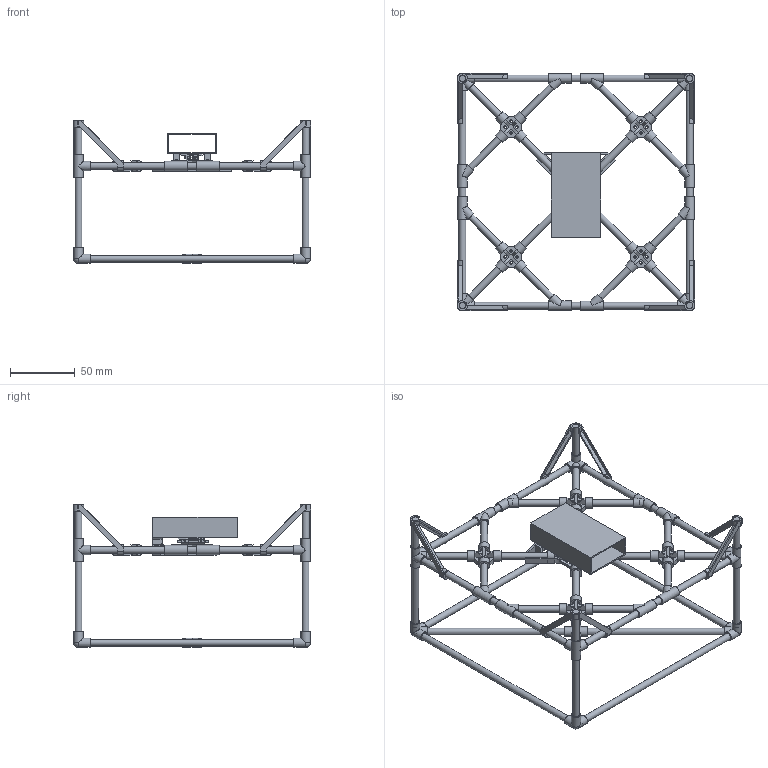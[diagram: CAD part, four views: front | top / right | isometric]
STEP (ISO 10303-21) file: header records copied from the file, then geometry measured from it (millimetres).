
FILE_DESCRIPTION(/* description */ (''),/* implementation_level */ '2;1');
FILE_NAME(/* name */ 'BambooSticksFrame v1.step',/* time_stamp */ '2019-12-30T11:39:21-05:00',/* author */ (''),/* organization */ (''),/* preprocessor_version */ 'ST-DEVELOPER v18',/* originating_system */ 'Autodesk Translation Framework v8.12.0.6',/* authorisation */ '');
FILE_SCHEMA (('AUTOMOTIVE_DESIGN { 1 0 10303 214 3 1 1 }'));
Length unit declared in the file: millimetre
Products named in the file (11): BambooSticksFrame; Battery Holder v1 v1; XT30 v1; XT30; XT30_Stecker; XT30_Buchse (1); XT30_Buchse; StickConnector_5; StickConnector_3_45; StickConnector_3; StickConnector_4
Assembly tree (23 placements, depth 6):
  BambooSticksFrame
    Battery Holder v1 v1
      XT30 v1
        XT30
          XT30_Stecker
          XT30_Buchse (1)
            XT30_Buchse
    StickConnector_5  x4
    StickConnector_3_45  x8
    StickConnector_3  x4
    StickConnector_4
Bounding box: 183.2 x 183.2 x 110.02 mm (x, y, z)
Volume: 89627 mm3; surface area: 101095.6 mm2
Topology: 68 solids, 68 shells, 1346 faces, 3690 edges, 2363 vertices
Faces by surface type: plane 744, cylinder 542, sphere 36, bspline 12, torus 10, cone 2
Full cylindrical faces by diameter (mm): 1.65 x4, 2 x28, 4.5 x4, 5.2 x105, 7.2 x52, 8.2 x16
Entity records: 40249 total; most frequent: CARTESIAN_POINT 9869, DIRECTION 6342, ORIENTED_EDGE 6264, EDGE_CURVE 3132, AXIS2_PLACEMENT_3D 2213, VERTEX_POINT 2044, LINE 1916, VECTOR 1916
